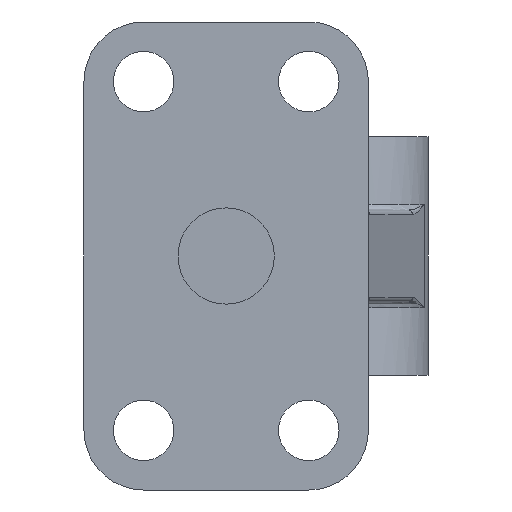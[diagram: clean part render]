
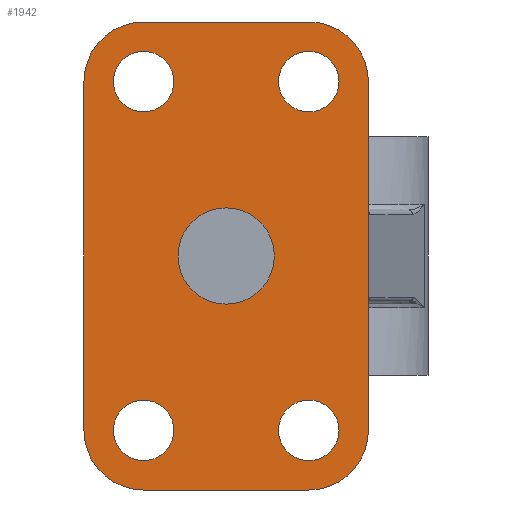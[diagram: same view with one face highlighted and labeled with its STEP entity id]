
A CAD part, front view. The second image highlights one B-rep face of the part: STEP entity #1942.
In plain terms, the highlighted planar face has unit normal (0, -1, 0).
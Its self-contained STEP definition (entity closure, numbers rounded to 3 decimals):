
#40=FACE_BOUND('',#550,.T.);
#41=FACE_BOUND('',#551,.T.);
#42=FACE_BOUND('',#552,.T.);
#43=FACE_BOUND('',#553,.T.);
#44=FACE_BOUND('',#554,.T.);
#55=PLANE('',#2150);
#173=LINE('',#3263,#301);
#174=LINE('',#3264,#302);
#175=LINE('',#3265,#303);
#176=LINE('',#3266,#304);
#301=VECTOR('',#2552,1000.);
#302=VECTOR('',#2553,1000.);
#303=VECTOR('',#2554,1000.);
#304=VECTOR('',#2555,1000.);
#431=FACE_OUTER_BOUND('',#549,.T.);
#549=EDGE_LOOP('',(#1434,#1435,#1436,#1437,#1438,#1439,#1440,#1441));
#550=EDGE_LOOP('',(#1442,#1443));
#551=EDGE_LOOP('',(#1444,#1445));
#552=EDGE_LOOP('',(#1446,#1447));
#553=EDGE_LOOP('',(#1448,#1449));
#554=EDGE_LOOP('',(#1450,#1451));
#682=CIRCLE('',#2090,5.25);
#683=CIRCLE('',#2091,5.25);
#697=CIRCLE('',#2108,3.3);
#698=CIRCLE('',#2109,3.3);
#701=CIRCLE('',#2113,3.3);
#702=CIRCLE('',#2114,3.3);
#705=CIRCLE('',#2118,3.3);
#706=CIRCLE('',#2119,3.3);
#709=CIRCLE('',#2123,3.3);
#710=CIRCLE('',#2124,3.3);
#720=CIRCLE('',#2137,6.5);
#722=CIRCLE('',#2140,6.5);
#724=CIRCLE('',#2143,6.5);
#726=CIRCLE('',#2146,6.5);
#834=VERTEX_POINT('',#3084);
#835=VERTEX_POINT('',#3086);
#852=VERTEX_POINT('',#3126);
#853=VERTEX_POINT('',#3128);
#856=VERTEX_POINT('',#3136);
#857=VERTEX_POINT('',#3138);
#860=VERTEX_POINT('',#3146);
#861=VERTEX_POINT('',#3148);
#864=VERTEX_POINT('',#3156);
#865=VERTEX_POINT('',#3158);
#888=VERTEX_POINT('',#3209);
#889=VERTEX_POINT('',#3211);
#892=VERTEX_POINT('',#3218);
#893=VERTEX_POINT('',#3220);
#896=VERTEX_POINT('',#3227);
#897=VERTEX_POINT('',#3229);
#900=VERTEX_POINT('',#3236);
#901=VERTEX_POINT('',#3238);
#1031=EDGE_CURVE('',#834,#835,#682,.T.);
#1032=EDGE_CURVE('',#835,#834,#683,.T.);
#1052=EDGE_CURVE('',#853,#852,#697,.T.);
#1053=EDGE_CURVE('',#852,#853,#698,.T.);
#1057=EDGE_CURVE('',#857,#856,#701,.T.);
#1058=EDGE_CURVE('',#856,#857,#702,.T.);
#1062=EDGE_CURVE('',#861,#860,#705,.T.);
#1063=EDGE_CURVE('',#860,#861,#706,.T.);
#1067=EDGE_CURVE('',#865,#864,#709,.T.);
#1068=EDGE_CURVE('',#864,#865,#710,.T.);
#1093=EDGE_CURVE('',#888,#889,#720,.T.);
#1097=EDGE_CURVE('',#892,#893,#722,.T.);
#1101=EDGE_CURVE('',#896,#897,#724,.T.);
#1105=EDGE_CURVE('',#900,#901,#726,.T.);
#1117=EDGE_CURVE('',#901,#896,#173,.T.);
#1118=EDGE_CURVE('',#893,#900,#174,.T.);
#1119=EDGE_CURVE('',#889,#892,#175,.T.);
#1120=EDGE_CURVE('',#897,#888,#176,.T.);
#1434=ORIENTED_EDGE('',*,*,#1101,.F.);
#1435=ORIENTED_EDGE('',*,*,#1117,.F.);
#1436=ORIENTED_EDGE('',*,*,#1105,.F.);
#1437=ORIENTED_EDGE('',*,*,#1118,.F.);
#1438=ORIENTED_EDGE('',*,*,#1097,.F.);
#1439=ORIENTED_EDGE('',*,*,#1119,.F.);
#1440=ORIENTED_EDGE('',*,*,#1093,.F.);
#1441=ORIENTED_EDGE('',*,*,#1120,.F.);
#1442=ORIENTED_EDGE('',*,*,#1062,.T.);
#1443=ORIENTED_EDGE('',*,*,#1063,.T.);
#1444=ORIENTED_EDGE('',*,*,#1067,.T.);
#1445=ORIENTED_EDGE('',*,*,#1068,.T.);
#1446=ORIENTED_EDGE('',*,*,#1052,.T.);
#1447=ORIENTED_EDGE('',*,*,#1053,.T.);
#1448=ORIENTED_EDGE('',*,*,#1057,.T.);
#1449=ORIENTED_EDGE('',*,*,#1058,.T.);
#1450=ORIENTED_EDGE('',*,*,#1032,.F.);
#1451=ORIENTED_EDGE('',*,*,#1031,.F.);
#1942=ADVANCED_FACE('',(#431,#40,#41,#42,#43,#44),#55,.F.);
#2090=AXIS2_PLACEMENT_3D('',#3087,#2391,#2392);
#2091=AXIS2_PLACEMENT_3D('',#3088,#2393,#2394);
#2108=AXIS2_PLACEMENT_3D('',#3129,#2433,#2434);
#2109=AXIS2_PLACEMENT_3D('',#3130,#2435,#2436);
#2113=AXIS2_PLACEMENT_3D('',#3139,#2444,#2445);
#2114=AXIS2_PLACEMENT_3D('',#3140,#2446,#2447);
#2118=AXIS2_PLACEMENT_3D('',#3149,#2455,#2456);
#2119=AXIS2_PLACEMENT_3D('',#3150,#2457,#2458);
#2123=AXIS2_PLACEMENT_3D('',#3159,#2466,#2467);
#2124=AXIS2_PLACEMENT_3D('',#3160,#2468,#2469);
#2137=AXIS2_PLACEMENT_3D('',#3212,#2509,#2510);
#2140=AXIS2_PLACEMENT_3D('',#3221,#2517,#2518);
#2143=AXIS2_PLACEMENT_3D('',#3230,#2525,#2526);
#2146=AXIS2_PLACEMENT_3D('',#3239,#2533,#2534);
#2150=AXIS2_PLACEMENT_3D('',#3262,#2550,#2551);
#2391=DIRECTION('center_axis',(0.,-1.,0.));
#2392=DIRECTION('ref_axis',(0.,0.,-1.));
#2393=DIRECTION('center_axis',(0.,-1.,0.));
#2394=DIRECTION('ref_axis',(0.,0.,-1.));
#2433=DIRECTION('center_axis',(0.,1.,0.));
#2434=DIRECTION('ref_axis',(0.,0.,1.));
#2435=DIRECTION('center_axis',(0.,1.,0.));
#2436=DIRECTION('ref_axis',(0.,0.,1.));
#2444=DIRECTION('center_axis',(0.,1.,0.));
#2445=DIRECTION('ref_axis',(0.,0.,1.));
#2446=DIRECTION('center_axis',(0.,1.,0.));
#2447=DIRECTION('ref_axis',(0.,0.,1.));
#2455=DIRECTION('center_axis',(0.,1.,0.));
#2456=DIRECTION('ref_axis',(0.,0.,1.));
#2457=DIRECTION('center_axis',(0.,1.,0.));
#2458=DIRECTION('ref_axis',(0.,0.,1.));
#2466=DIRECTION('center_axis',(0.,1.,0.));
#2467=DIRECTION('ref_axis',(0.,0.,1.));
#2468=DIRECTION('center_axis',(0.,1.,0.));
#2469=DIRECTION('ref_axis',(0.,0.,1.));
#2509=DIRECTION('center_axis',(0.,1.,0.));
#2510=DIRECTION('ref_axis',(0.,0.,-1.));
#2517=DIRECTION('center_axis',(0.,1.,0.));
#2518=DIRECTION('ref_axis',(0.,0.,1.));
#2525=DIRECTION('center_axis',(0.,1.,0.));
#2526=DIRECTION('ref_axis',(0.,0.,1.));
#2533=DIRECTION('center_axis',(0.,1.,0.));
#2534=DIRECTION('ref_axis',(0.,0.,1.));
#2550=DIRECTION('center_axis',(0.,1.,0.));
#2551=DIRECTION('ref_axis',(0.,0.,1.));
#2552=DIRECTION('',(1.,0.,0.));
#2553=DIRECTION('',(0.,0.,1.));
#2554=DIRECTION('',(-1.,0.,0.));
#2555=DIRECTION('',(0.,0.,-1.));
#3084=CARTESIAN_POINT('',(0.,0.,5.25));
#3086=CARTESIAN_POINT('',(0.,0.,-5.25));
#3087=CARTESIAN_POINT('Origin',(0.,0.,0.));
#3088=CARTESIAN_POINT('Origin',(0.,0.,0.));
#3126=CARTESIAN_POINT('',(-9.,0.,22.3));
#3128=CARTESIAN_POINT('',(-9.,0.,15.7));
#3129=CARTESIAN_POINT('Origin',(-9.,0.,19.));
#3130=CARTESIAN_POINT('Origin',(-9.,0.,19.));
#3136=CARTESIAN_POINT('',(9.,0.,22.3));
#3138=CARTESIAN_POINT('',(9.,0.,15.7));
#3139=CARTESIAN_POINT('Origin',(9.,0.,19.));
#3140=CARTESIAN_POINT('Origin',(9.,0.,19.));
#3146=CARTESIAN_POINT('',(-9.,0.,-15.7));
#3148=CARTESIAN_POINT('',(-9.,0.,-22.3));
#3149=CARTESIAN_POINT('Origin',(-9.,0.,-19.));
#3150=CARTESIAN_POINT('Origin',(-9.,0.,-19.));
#3156=CARTESIAN_POINT('',(9.,0.,-15.7));
#3158=CARTESIAN_POINT('',(9.,0.,-22.3));
#3159=CARTESIAN_POINT('Origin',(9.,0.,-19.));
#3160=CARTESIAN_POINT('Origin',(9.,0.,-19.));
#3209=CARTESIAN_POINT('',(15.5,0.,-19.));
#3211=CARTESIAN_POINT('',(9.,0.,-25.5));
#3212=CARTESIAN_POINT('Origin',(9.,0.,-19.));
#3218=CARTESIAN_POINT('',(-9.,0.,-25.5));
#3220=CARTESIAN_POINT('',(-15.5,0.,-19.));
#3221=CARTESIAN_POINT('Origin',(-9.,0.,-19.));
#3227=CARTESIAN_POINT('',(9.,0.,25.5));
#3229=CARTESIAN_POINT('',(15.5,0.,19.));
#3230=CARTESIAN_POINT('Origin',(9.,0.,19.));
#3236=CARTESIAN_POINT('',(-15.5,0.,19.));
#3238=CARTESIAN_POINT('',(-9.,0.,25.5));
#3239=CARTESIAN_POINT('Origin',(-9.,0.,19.));
#3262=CARTESIAN_POINT('Origin',(9.,0.,19.));
#3263=CARTESIAN_POINT('',(-9.,0.,25.5));
#3264=CARTESIAN_POINT('',(-15.5,0.,-19.));
#3265=CARTESIAN_POINT('',(-9.,0.,-25.5));
#3266=CARTESIAN_POINT('',(15.5,0.,-19.));
